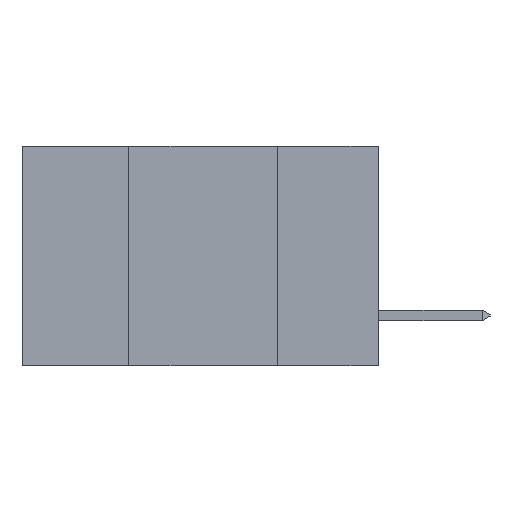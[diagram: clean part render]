
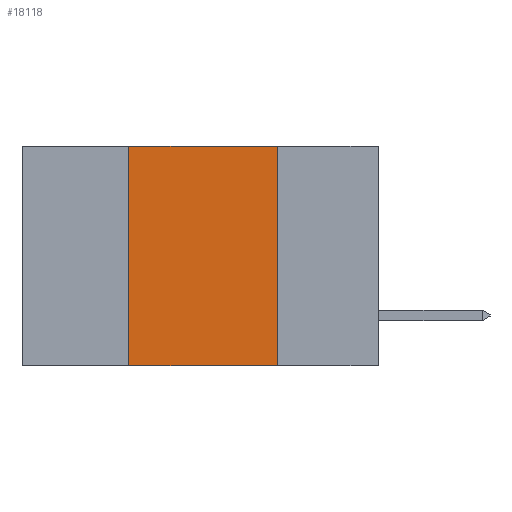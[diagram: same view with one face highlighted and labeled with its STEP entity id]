
A CAD part, left-side view. The second image highlights one B-rep face of the part: STEP entity #18118.
In plain terms, the highlighted planar face has unit normal (-1, 0, 0).
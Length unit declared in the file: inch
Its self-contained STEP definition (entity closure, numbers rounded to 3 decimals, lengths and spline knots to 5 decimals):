
#614 = VECTOR ( 'NONE', #23391, 39.37008 ) ;
#1611 = DIRECTION ( 'NONE',  ( 0., 0., -1. ) ) ;
#1921 = CARTESIAN_POINT ( 'NONE',  ( 0., 0.17, 0. ) ) ;
#2489 = ORIENTED_EDGE ( 'NONE', *, *, #8160, .F. ) ;
#3871 = LINE ( 'NONE', #9290, #9275 ) ;
#4256 = ORIENTED_EDGE ( 'NONE', *, *, #21354, .T. ) ;
#4346 = VECTOR ( 'NONE', #18221, 39.37008 ) ;
#4400 = CARTESIAN_POINT ( 'NONE',  ( 0., 0.17, -0.37 ) ) ;
#7033 = CARTESIAN_POINT ( 'NONE',  ( 0., 0.42, 0. ) ) ;
#7498 = ORIENTED_EDGE ( 'NONE', *, *, #16807, .F. ) ;
#7649 = DIRECTION ( 'NONE',  ( 0., -1., 0. ) ) ;
#8098 = AXIS2_PLACEMENT_3D ( 'NONE', #11795, #13837, #1611 ) ;
#8160 = EDGE_CURVE ( 'NONE', #11617, #13603, #22384, .T. ) ;
#9275 = VECTOR ( 'NONE', #17467, 39.37008 ) ;
#9290 = CARTESIAN_POINT ( 'NONE',  ( 0., 0.6, -0.37 ) ) ;
#9547 = FACE_OUTER_BOUND ( 'NONE', #19087, .T. ) ;
#9742 = LINE ( 'NONE', #1921, #4346 ) ;
#10887 = VECTOR ( 'NONE', #7649, 39.37008 ) ;
#11521 = LINE ( 'NONE', #17788, #10887 ) ;
#11617 = VERTEX_POINT ( 'NONE', #20667 ) ;
#11795 = CARTESIAN_POINT ( 'NONE',  ( 0., 0.6, 0. ) ) ;
#12578 = CARTESIAN_POINT ( 'NONE',  ( 0., 0.17, 0. ) ) ;
#13603 = VERTEX_POINT ( 'NONE', #22645 ) ;
#13837 = DIRECTION ( 'NONE',  ( 1., 0., 0. ) ) ;
#15924 = VERTEX_POINT ( 'NONE', #12578 ) ;
#16807 = EDGE_CURVE ( 'NONE', #13603, #15924, #11521, .T. ) ;
#17467 = DIRECTION ( 'NONE',  ( 0., -1., 0. ) ) ;
#17788 = CARTESIAN_POINT ( 'NONE',  ( 0., 0.6, 0. ) ) ;
#18118 = ADVANCED_FACE ( 'NONE', ( #9547 ), #24063, .F. ) ;
#18221 = DIRECTION ( 'NONE',  ( 0., 0., -1. ) ) ;
#18960 = VERTEX_POINT ( 'NONE', #4400 ) ;
#19087 = EDGE_LOOP ( 'NONE', ( #25618, #7498, #2489, #4256 ) ) ;
#20667 = CARTESIAN_POINT ( 'NONE',  ( 0., 0.42, -0.37 ) ) ;
#21354 = EDGE_CURVE ( 'NONE', #11617, #18960, #3871, .T. ) ;
#22384 = LINE ( 'NONE', #7033, #614 ) ;
#22645 = CARTESIAN_POINT ( 'NONE',  ( 0., 0.42, 0. ) ) ;
#23391 = DIRECTION ( 'NONE',  ( 0., 0., 1. ) ) ;
#24063 = PLANE ( 'NONE',  #8098 ) ;
#24780 = EDGE_CURVE ( 'NONE', #15924, #18960, #9742, .T. ) ;
#25618 = ORIENTED_EDGE ( 'NONE', *, *, #24780, .F. ) ;
